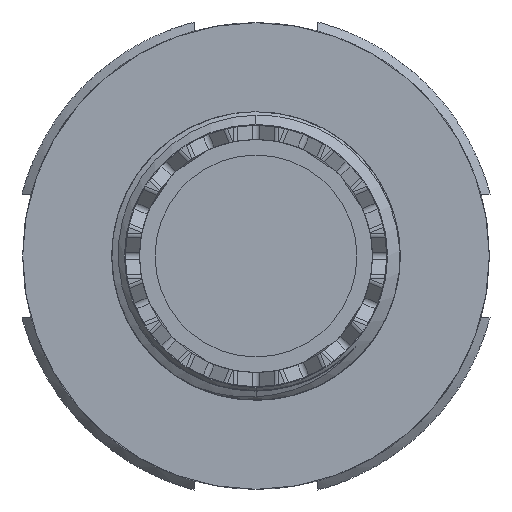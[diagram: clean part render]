
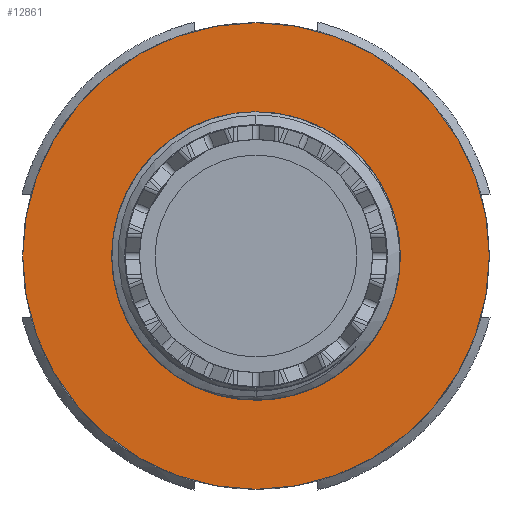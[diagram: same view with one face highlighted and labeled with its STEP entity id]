
A CAD part, front view. The second image highlights one B-rep face of the part: STEP entity #12861.
In plain terms, the highlighted planar face has unit normal (0, -1, 0).
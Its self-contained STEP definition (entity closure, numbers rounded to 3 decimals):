
#116=CARTESIAN_POINT('',(0.,0.,0.));
#117=DIRECTION('',(0.,-1.,0.));
#118=DIRECTION('',(0.,0.,-1.));
#119=AXIS2_PLACEMENT_3D('',#116,#117,#118);
#361=CARTESIAN_POINT('',(0.,0.,0.));
#362=DIRECTION('',(0.,1.,0.));
#363=DIRECTION('',(0.,0.,-1.));
#364=AXIS2_PLACEMENT_3D('',#361,#362,#363);
#2758=CARTESIAN_POINT('',(0.,0.,0.));
#2759=DIRECTION('',(0.,-1.,0.));
#2760=DIRECTION('',(0.,0.,-1.));
#2761=AXIS2_PLACEMENT_3D('',#2758,#2759,#2760);
#2763=CARTESIAN_POINT('',(0.,0.,0.));
#2764=DIRECTION('',(0.,1.,0.));
#2765=DIRECTION('',(0.,0.,-1.));
#2766=AXIS2_PLACEMENT_3D('',#2763,#2764,#2765);
#8337=CARTESIAN_POINT('',(0.,0.,-12.05));
#8338=CARTESIAN_POINT('',(0.,0.,12.05));
#8339=VERTEX_POINT('',#8337);
#8340=VERTEX_POINT('',#8338);
#8406=CARTESIAN_POINT('',(0.,0.,-7.445));
#8407=CARTESIAN_POINT('',(0.,0.,7.445));
#8408=VERTEX_POINT('',#8406);
#8409=VERTEX_POINT('',#8407);
#12846=CARTESIAN_POINT('',(0.,0.,0.));
#12847=DIRECTION('',(0.,-1.,0.));
#12848=DIRECTION('',(0.,0.,-1.));
#12849=AXIS2_PLACEMENT_3D('',#12846,#12847,#12848);
#12850=PLANE('',#12849);
#12852=ORIENTED_EDGE('',*,*,#12851,.F.);
#12854=ORIENTED_EDGE('',*,*,#12853,.T.);
#12855=EDGE_LOOP('',(#12852,#12854));
#12856=FACE_OUTER_BOUND('',#12855,.F.);
#12857=ORIENTED_EDGE('',*,*,#10010,.F.);
#12858=ORIENTED_EDGE('',*,*,#9934,.T.);
#12859=EDGE_LOOP('',(#12857,#12858));
#12860=FACE_BOUND('',#12859,.F.);
#12861=ADVANCED_FACE('',(#12856,#12860),#12850,.T.);
#120=CIRCLE('',#119,7.445);
#365=CIRCLE('',#364,7.445);
#2762=CIRCLE('',#2761,12.05);
#2767=CIRCLE('',#2766,12.05);
#9934=EDGE_CURVE('',#8408,#8409,#120,.T.);
#10010=EDGE_CURVE('',#8408,#8409,#365,.T.);
#12851=EDGE_CURVE('',#8339,#8340,#2762,.T.);
#12853=EDGE_CURVE('',#8339,#8340,#2767,.T.);
